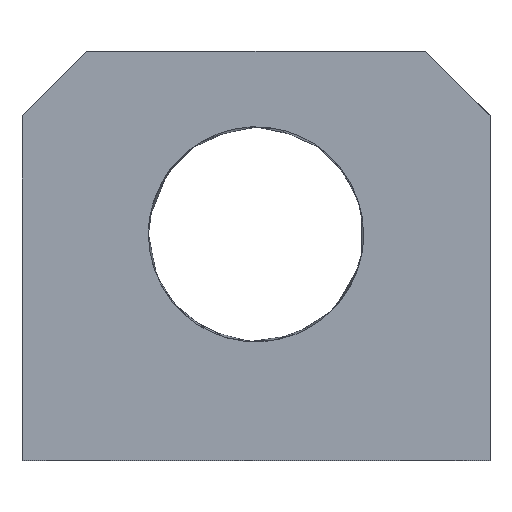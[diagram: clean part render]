
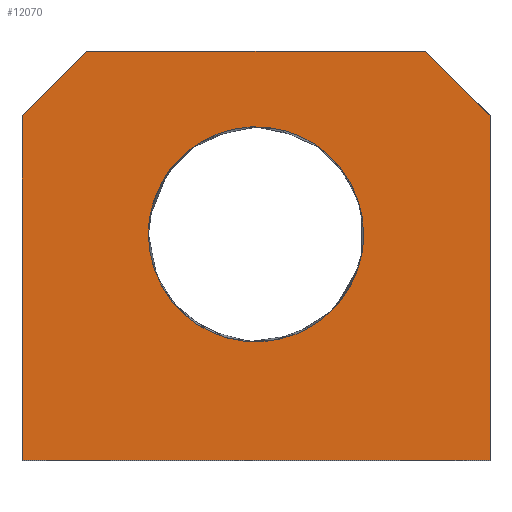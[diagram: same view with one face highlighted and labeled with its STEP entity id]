
A CAD part, top view. The second image highlights one B-rep face of the part: STEP entity #12070.
In plain terms, the highlighted free-form (B-spline) face has degree [1, 1] with [2, 2] control points.
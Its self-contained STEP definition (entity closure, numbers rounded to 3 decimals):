
#2970 = CARTESIAN_POINT ('', (31.5, 76., 40.));
#2980 = VERTEX_POINT ('', #2970);
#3040 = CARTESIAN_POINT ('', (43.5, 64., 40.));
#3050 = VERTEX_POINT ('', #3040);
#3060 = CARTESIAN_POINT ('', (31.5, 76., 40.));
#3070 = CARTESIAN_POINT ('', (43.5, 64., 40.));
#3080 = B_SPLINE_CURVE_WITH_KNOTS ('', 1, (#3060, #3070), .UNSPECIFIED., .F., .U., (2, 2), (0., 1.), .UNSPECIFIED.);
#3090 = EDGE_CURVE ('', #2980, #3050, #3080, .T.);
#3240 = CARTESIAN_POINT ('', (-31.5, 76., 40.));
#3250 = VERTEX_POINT ('', #3240);
#3260 = CARTESIAN_POINT ('', (-31.5, 76., 40.));
#3270 = CARTESIAN_POINT ('', (31.5, 76., 40.));
#3280 = B_SPLINE_CURVE_WITH_KNOTS ('', 1, (#3260, #3270), .UNSPECIFIED., .F., .U., (2, 2), (0., 1.), .UNSPECIFIED.);
#3290 = EDGE_CURVE ('', #3250, #2980, #3280, .T.);
#7620 = CARTESIAN_POINT ('', (20., 42., 40.));
#7630 = VERTEX_POINT ('', #7620);
#7640 = CARTESIAN_POINT ('', (-20., 42., 40.));
#7650 = VERTEX_POINT ('', #7640);
#7660 = CARTESIAN_POINT ('', (20., 42., 40.));
#7670 = CARTESIAN_POINT ('', (20., 82., 40.));
#7680 = CARTESIAN_POINT ('', (-20., 82., 40.));
#7690 = CARTESIAN_POINT ('', (-20., 42., 40.));
#7700 = (
   BOUNDED_CURVE ()
   B_SPLINE_CURVE (3, (#7660, #7670, #7680, #7690), .UNSPECIFIED., .F., .U.)
   B_SPLINE_CURVE_WITH_KNOTS ((4, 4), (0., 1.), .UNSPECIFIED.)
   CURVE ()
   GEOMETRIC_REPRESENTATION_ITEM ()
   RATIONAL_B_SPLINE_CURVE ((1., 0.333, 0.333, 1.))
   REPRESENTATION_ITEM ('')
);
#7710 = EDGE_CURVE ('', #7630, #7650, #7700, .T.);
#7810 = CARTESIAN_POINT ('', (-20., 42., 40.));
#7820 = CARTESIAN_POINT ('', (-20., 2., 40.));
#7830 = CARTESIAN_POINT ('', (20., 2., 40.));
#7840 = CARTESIAN_POINT ('', (20., 42., 40.));
#7850 = (
   BOUNDED_CURVE ()
   B_SPLINE_CURVE (3, (#7810, #7820, #7830, #7840), .UNSPECIFIED., .F., .U.)
   B_SPLINE_CURVE_WITH_KNOTS ((4, 4), (0., 1.), .UNSPECIFIED.)
   CURVE ()
   GEOMETRIC_REPRESENTATION_ITEM ()
   RATIONAL_B_SPLINE_CURVE ((1., 0.333, 0.333, 1.))
   REPRESENTATION_ITEM ('')
);
#7860 = EDGE_CURVE ('', #7650, #7630, #7850, .T.);
#11680 = ORIENTED_EDGE ('', *, *, #3290, .F.);
#11690 = CARTESIAN_POINT ('', (-43.5, 64., 40.));
#11700 = VERTEX_POINT ('', #11690);
#11710 = CARTESIAN_POINT ('', (-43.5, 64., 40.));
#11720 = CARTESIAN_POINT ('', (-31.5, 76., 40.));
#11730 = B_SPLINE_CURVE_WITH_KNOTS ('', 1, (#11710, #11720), .UNSPECIFIED., .F., .U., (2, 2), (0., 1.), .UNSPECIFIED.);
#11740 = EDGE_CURVE ('', #11700, #3250, #11730, .T.);
#11750 = ORIENTED_EDGE ('', *, *, #11740, .F.);
#11760 = CARTESIAN_POINT ('', (-43.5, 0., 40.));
#11770 = VERTEX_POINT ('', #11760);
#11780 = CARTESIAN_POINT ('', (-43.5, 64., 40.));
#11790 = CARTESIAN_POINT ('', (-43.5, 0., 40.));
#11800 = B_SPLINE_CURVE_WITH_KNOTS ('', 1, (#11780, #11790), .UNSPECIFIED., .F., .U., (2, 2), (0., 1.), .UNSPECIFIED.);
#11810 = EDGE_CURVE ('', #11700, #11770, #11800, .T.);
#11820 = ORIENTED_EDGE ('', *, *, #11810, .T.);
#11830 = CARTESIAN_POINT ('', (43.5, 0., 40.));
#11840 = VERTEX_POINT ('', #11830);
#11850 = CARTESIAN_POINT ('', (-43.5, 0., 40.));
#11860 = CARTESIAN_POINT ('', (43.5, 0., 40.));
#11870 = B_SPLINE_CURVE_WITH_KNOTS ('', 1, (#11850, #11860), .UNSPECIFIED., .F., .U., (2, 2), (0., 1.), .UNSPECIFIED.);
#11880 = EDGE_CURVE ('', #11770, #11840, #11870, .T.);
#11890 = ORIENTED_EDGE ('', *, *, #11880, .T.);
#11900 = CARTESIAN_POINT ('', (43.5, 64., 40.));
#11910 = CARTESIAN_POINT ('', (43.5, 0., 40.));
#11920 = B_SPLINE_CURVE_WITH_KNOTS ('', 1, (#11900, #11910), .UNSPECIFIED., .F., .U., (2, 2), (0., 1.), .UNSPECIFIED.);
#11930 = EDGE_CURVE ('', #3050, #11840, #11920, .T.);
#11940 = ORIENTED_EDGE ('', *, *, #11930, .F.);
#11950 = ORIENTED_EDGE ('', *, *, #3090, .F.);
#11960 = EDGE_LOOP ('', (#11680, #11750, #11820, #11890, #11940, #11950));
#11970 = FACE_OUTER_BOUND ('', #11960, .T.);
#11980 = ORIENTED_EDGE ('', *, *, #7710, .F.);
#11990 = ORIENTED_EDGE ('', *, *, #7860, .F.);
#12000 = EDGE_LOOP ('', (#11980, #11990));
#12010 = FACE_BOUND ('', #12000, .T.);
#12020 = CARTESIAN_POINT ('', (-43.5, 0., 40.));
#12030 = CARTESIAN_POINT ('', (-43.5, 76., 40.));
#12040 = CARTESIAN_POINT ('', (43.5, 0., 40.));
#12050 = CARTESIAN_POINT ('', (43.5, 76., 40.));
#12060 = B_SPLINE_SURFACE_WITH_KNOTS ('', 1, 1, ((#12020, #12030), (#12040, #12050)), .UNSPECIFIED., .F., .F., .U., (2, 2), (2, 2), (0., 1.), (0., 1.), .UNSPECIFIED.);
#12070 = ADVANCED_FACE ('', (#11970, #12010), #12060, .T.);
